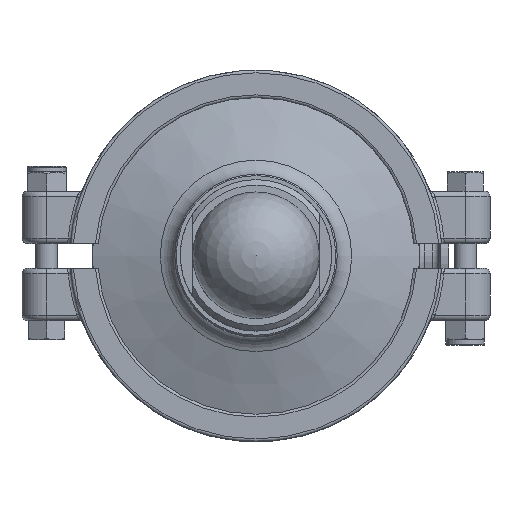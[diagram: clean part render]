
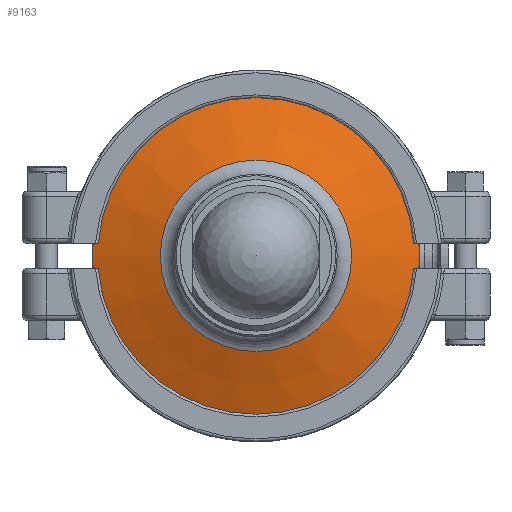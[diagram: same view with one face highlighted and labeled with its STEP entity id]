
A CAD part, top view. The second image highlights one B-rep face of the part: STEP entity #9163.
In plain terms, the highlighted conical face has half-angle 70 degrees and reference radius 29.75 mm.
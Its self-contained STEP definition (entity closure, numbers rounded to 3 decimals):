
#481=CONICAL_SURFACE('',#10048,29.75,1.222);
#815=LINE('',#17565,#1288);
#1288=VECTOR('',#11958,29.75);
#2011=FACE_OUTER_BOUND('',#2628,.T.);
#2628=EDGE_LOOP('',(#7019,#7020,#7021,#7022));
#3271=CIRCLE('',#10042,34.764);
#3276=CIRCLE('',#10049,59.5);
#3927=VERTEX_POINT('',#17552);
#3931=VERTEX_POINT('',#17564);
#5020=EDGE_CURVE('',#3927,#3927,#3271,.T.);
#5026=EDGE_CURVE('',#3927,#3931,#815,.T.);
#5027=EDGE_CURVE('',#3931,#3931,#3276,.T.);
#7019=ORIENTED_EDGE('',*,*,#5020,.F.);
#7020=ORIENTED_EDGE('',*,*,#5026,.T.);
#7021=ORIENTED_EDGE('',*,*,#5027,.T.);
#7022=ORIENTED_EDGE('',*,*,#5026,.F.);
#9163=ADVANCED_FACE('',(#2011),#481,.T.);
#10042=AXIS2_PLACEMENT_3D('',#17553,#11943,#11944);
#10048=AXIS2_PLACEMENT_3D('',#17563,#11956,#11957);
#10049=AXIS2_PLACEMENT_3D('',#17566,#11959,#11960);
#11943=DIRECTION('center_axis',(0.,0.,1.));
#11944=DIRECTION('ref_axis',(-1.,0.,0.));
#11956=DIRECTION('center_axis',(0.,0.,-1.));
#11957=DIRECTION('ref_axis',(1.,0.,0.));
#11958=DIRECTION('',(-0.94,0.,-0.342));
#11959=DIRECTION('center_axis',(0.,0.,1.));
#11960=DIRECTION('ref_axis',(1.,0.,0.));
#17552=CARTESIAN_POINT('',(-34.764,0.,160.103));
#17553=CARTESIAN_POINT('Origin',(0.,0.,
160.103));
#17563=CARTESIAN_POINT('Origin',(0.,0.,161.928));
#17564=CARTESIAN_POINT('',(-59.5,0.,151.1));
#17565=CARTESIAN_POINT('',(-29.75,0.,161.928));
#17566=CARTESIAN_POINT('Origin',(0.,0.,151.1));
